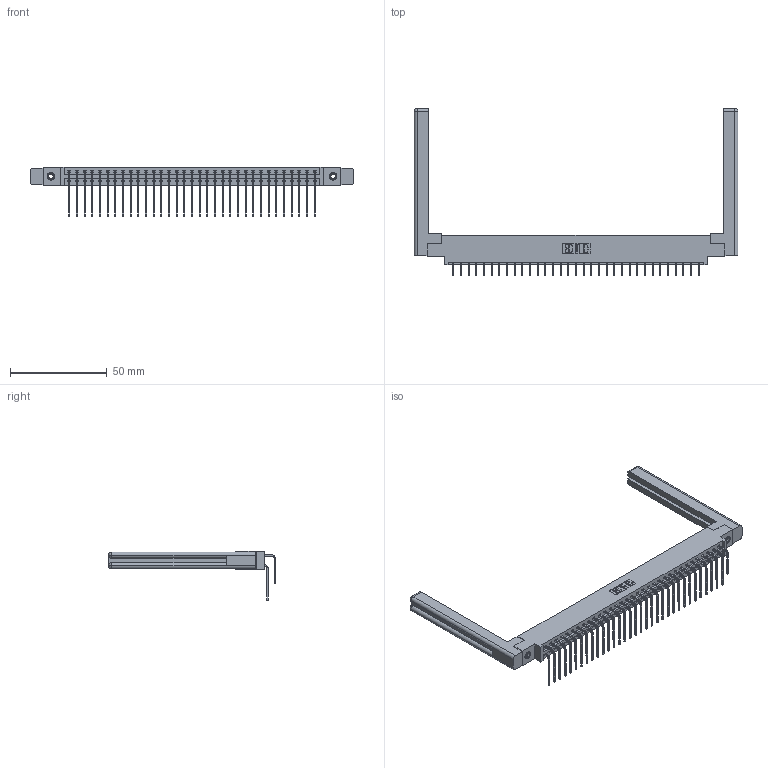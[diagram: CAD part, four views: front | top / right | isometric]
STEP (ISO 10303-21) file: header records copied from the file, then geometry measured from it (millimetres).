
FILE_DESCRIPTION (( 'STEP AP203' ), '1' );
FILE_NAME ('387-066-559-858.STEP', '2019-10-19T19:52:27', ( '' ), ( '' ), 'SwSTEP 2.0', 'SolidWorks 2016', '' );
FILE_SCHEMA (( 'CONFIG_CONTROL_DESIGN' ));
Length unit declared in the file: inch
Products named in the file (6): 337 Part_0.170 Offset - 0.156 Dia-TI; 307-220-058; 345-292-001_559 Tail - 2; 345-250-001_345-250-001-102; 345-292-001_558 559 Tail - 1; 387-066-559-858
Assembly tree (71 placements, depth 2):
  387-066-559-858
    337 Part_0.170 Offset - 0.156 Dia-TI
    345-292-001_558 559 Tail - 1  x33
    345-292-001_559 Tail - 2  x33
    345-250-001_345-250-001-102  x2
    307-220-058  x2
Bounding box: 167.39 x 86.3 x 25.53 mm (x, y, z)
Volume: 24926.2 mm3; surface area: 27083.7 mm2
Topology: 71 solids, 71 shells, 3956 faces, 11699 edges, 7698 vertices
Faces by surface type: plane 2798, cylinder 1134, cone 12, torus 12
Entity records: 31300 total; most frequent: CARTESIAN_POINT 5336, ORIENTED_EDGE 5160, DIRECTION 4552, EDGE_CURVE 2580, VECTOR 2364, LINE 2364, VERTEX_POINT 1710, AXIS2_PLACEMENT_3D 1094
